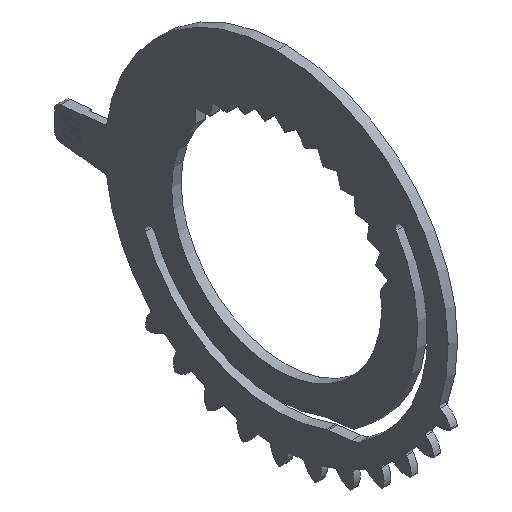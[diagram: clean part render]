
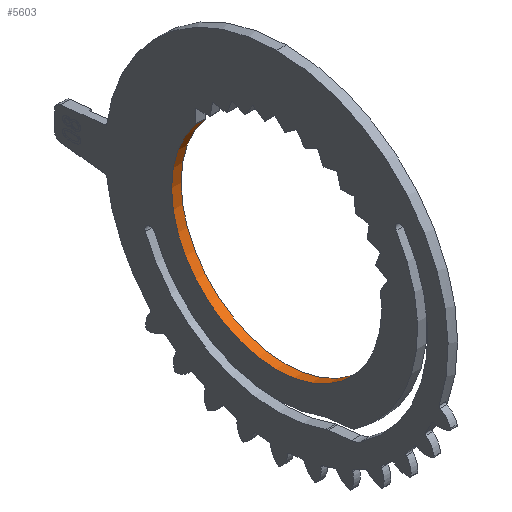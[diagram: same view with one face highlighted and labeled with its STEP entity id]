
A CAD part, isometric view. The second image highlights one B-rep face of the part: STEP entity #5603.
In plain terms, the highlighted cylindrical face has radius 15.5 mm (diameter 31 mm), a partial arc.
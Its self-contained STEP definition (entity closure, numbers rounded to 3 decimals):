
#213 = DIRECTION ( 'NONE',  ( 1., 0., 0. ) ) ;
#672 = EDGE_CURVE ( 'NONE', #2374, #1493, #2090, .T. ) ;
#950 = CARTESIAN_POINT ( 'NONE',  ( 1.4, 0., 0. ) ) ;
#1024 = VERTEX_POINT ( 'NONE', #4883 ) ;
#1165 = CARTESIAN_POINT ( 'NONE',  ( 0., -15.33, 2.291 ) ) ;
#1379 = DIRECTION ( 'NONE',  ( -1., 0., 0. ) ) ;
#1473 = DIRECTION ( 'NONE',  ( 1., 0., 0. ) ) ;
#1493 = VERTEX_POINT ( 'NONE', #4503 ) ;
#1585 = FACE_OUTER_BOUND ( 'NONE', #3288, .T. ) ;
#1641 = LINE ( 'NONE', #5943, #5390 ) ;
#1940 = ORIENTED_EDGE ( 'NONE', *, *, #3801, .F. ) ;
#2090 = LINE ( 'NONE', #4506, #4452 ) ;
#2158 = AXIS2_PLACEMENT_3D ( 'NONE', #2586, #213, #5077 ) ;
#2374 = VERTEX_POINT ( 'NONE', #5725 ) ;
#2540 = AXIS2_PLACEMENT_3D ( 'NONE', #3781, #1473, #6175 ) ;
#2586 = CARTESIAN_POINT ( 'NONE',  ( 0., 0., 0. ) ) ;
#2815 = AXIS2_PLACEMENT_3D ( 'NONE', #950, #5854, #2928 ) ;
#2928 = DIRECTION ( 'NONE',  ( 0., 0., 1. ) ) ;
#3288 = EDGE_LOOP ( 'NONE', ( #1940, #4194, #4743, #5428 ) ) ;
#3477 = DIRECTION ( 'NONE',  ( -1., 0., 0. ) ) ;
#3781 = CARTESIAN_POINT ( 'NONE',  ( 1.4, 0., 0. ) ) ;
#3801 = EDGE_CURVE ( 'NONE', #1024, #6381, #1641, .T. ) ;
#4194 = ORIENTED_EDGE ( 'NONE', *, *, #7396, .T. ) ;
#4452 = VECTOR ( 'NONE', #1379, 1000. ) ;
#4503 = CARTESIAN_POINT ( 'NONE',  ( 0., 11.96, 9.859 ) ) ;
#4506 = CARTESIAN_POINT ( 'NONE',  ( 1.4, 11.96, 9.859 ) ) ;
#4640 = CYLINDRICAL_SURFACE ( 'NONE', #2815, 15.5 ) ;
#4743 = ORIENTED_EDGE ( 'NONE', *, *, #672, .T. ) ;
#4883 = CARTESIAN_POINT ( 'NONE',  ( 1.4, -15.33, 2.291 ) ) ;
#5077 = DIRECTION ( 'NONE',  ( 0., 0., -1. ) ) ;
#5390 = VECTOR ( 'NONE', #3477, 1000. ) ;
#5428 = ORIENTED_EDGE ( 'NONE', *, *, #7284, .F. ) ;
#5603 = ADVANCED_FACE ( 'NONE', ( #1585 ), #4640, .F. ) ;
#5725 = CARTESIAN_POINT ( 'NONE',  ( 1.4, 11.96, 9.859 ) ) ;
#5854 = DIRECTION ( 'NONE',  ( -1., 0., 0. ) ) ;
#5943 = CARTESIAN_POINT ( 'NONE',  ( 1.4, -15.33, 2.291 ) ) ;
#6175 = DIRECTION ( 'NONE',  ( 0., 0., -1. ) ) ;
#6381 = VERTEX_POINT ( 'NONE', #1165 ) ;
#6567 = CIRCLE ( 'NONE', #2158, 15.5 ) ;
#7284 = EDGE_CURVE ( 'NONE', #6381, #1493, #6567, .T. ) ;
#7396 = EDGE_CURVE ( 'NONE', #1024, #2374, #7458, .T. ) ;
#7458 = CIRCLE ( 'NONE', #2540, 15.5 ) ;
